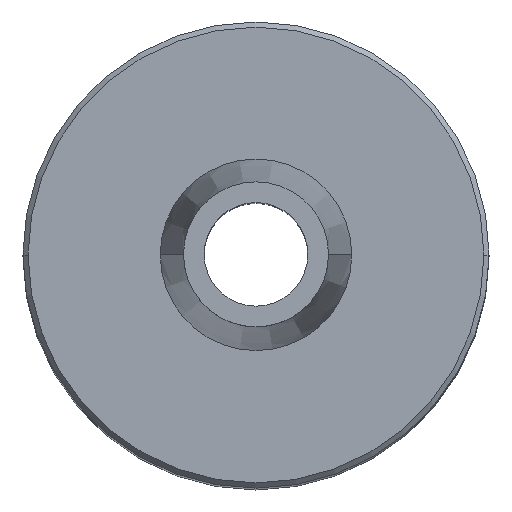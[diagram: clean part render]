
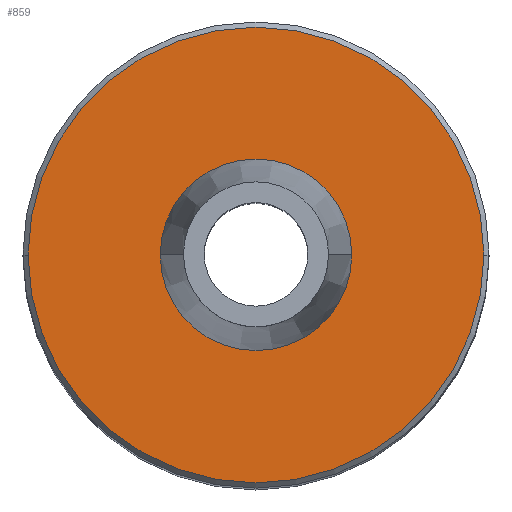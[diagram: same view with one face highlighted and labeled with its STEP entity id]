
A CAD part, top view. The second image highlights one B-rep face of the part: STEP entity #859.
In plain terms, the highlighted planar face has unit normal (0, 0, 1).
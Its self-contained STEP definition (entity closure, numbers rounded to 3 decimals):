
#31=CARTESIAN_POINT('',(0.,0.,29.75));
#32=DIRECTION('',(0.,0.,-1.));
#33=DIRECTION('',(1.,0.,0.));
#34=AXIS2_PLACEMENT_3D('',#31,#32,#33);
#40=CARTESIAN_POINT('',(0.,0.,29.75));
#41=DIRECTION('',(0.,0.,-1.));
#42=DIRECTION('',(0.,-1.,0.));
#43=AXIS2_PLACEMENT_3D('',#40,#41,#42);
#48=CARTESIAN_POINT('',(0.,0.,29.75));
#49=DIRECTION('',(0.,0.,-1.));
#50=DIRECTION('',(-1.,0.,0.));
#51=AXIS2_PLACEMENT_3D('',#48,#49,#50);
#56=CARTESIAN_POINT('',(0.,0.,29.75));
#57=DIRECTION('',(0.,0.,-1.));
#58=DIRECTION('',(0.,1.,0.));
#59=AXIS2_PLACEMENT_3D('',#56,#57,#58);
#64=CARTESIAN_POINT('',(0.,0.,29.75));
#65=DIRECTION('',(0.,0.,1.));
#66=DIRECTION('',(-1.,0.,0.));
#67=AXIS2_PLACEMENT_3D('',#64,#65,#66);
#72=CARTESIAN_POINT('',(0.,0.,29.75));
#73=DIRECTION('',(0.,0.,1.));
#74=DIRECTION('',(1.,0.,0.));
#75=AXIS2_PLACEMENT_3D('',#72,#73,#74);
#722=CARTESIAN_POINT('',(0.,-4.4,29.75));
#723=CARTESIAN_POINT('',(-4.4,0.,29.75));
#724=VERTEX_POINT('',#722);
#725=VERTEX_POINT('',#723);
#726=CARTESIAN_POINT('',(4.4,0.,29.75));
#727=VERTEX_POINT('',#726);
#728=CARTESIAN_POINT('',(0.,4.4,29.75));
#729=VERTEX_POINT('',#728);
#730=CARTESIAN_POINT('',(-1.4,0.,29.75));
#731=CARTESIAN_POINT('',(1.4,0.,29.75));
#732=VERTEX_POINT('',#730);
#733=VERTEX_POINT('',#731);
#838=CARTESIAN_POINT('',(0.,4.5,29.75));
#839=DIRECTION('',(0.,0.,1.));
#840=DIRECTION('',(1.,0.,0.));
#841=AXIS2_PLACEMENT_3D('',#838,#839,#840);
#842=PLANE('',#841);
#844=ORIENTED_EDGE('',*,*,#843,.T.);
#846=ORIENTED_EDGE('',*,*,#845,.T.);
#848=ORIENTED_EDGE('',*,*,#847,.T.);
#850=ORIENTED_EDGE('',*,*,#849,.T.);
#851=EDGE_LOOP('',(#844,#846,#848,#850));
#852=FACE_OUTER_BOUND('',#851,.F.);
#854=ORIENTED_EDGE('',*,*,#853,.T.);
#856=ORIENTED_EDGE('',*,*,#855,.T.);
#857=EDGE_LOOP('',(#854,#856));
#858=FACE_BOUND('',#857,.F.);
#859=ADVANCED_FACE('',(#852,#858),#842,.T.);
#35=CIRCLE('',#34,4.4);
#44=CIRCLE('',#43,4.4);
#52=CIRCLE('',#51,4.4);
#60=CIRCLE('',#59,4.4);
#68=CIRCLE('',#67,1.4);
#76=CIRCLE('',#75,1.4);
#843=EDGE_CURVE('',#727,#724,#35,.T.);
#845=EDGE_CURVE('',#724,#725,#44,.T.);
#847=EDGE_CURVE('',#725,#729,#52,.T.);
#849=EDGE_CURVE('',#729,#727,#60,.T.);
#853=EDGE_CURVE('',#732,#733,#68,.T.);
#855=EDGE_CURVE('',#733,#732,#76,.T.);
